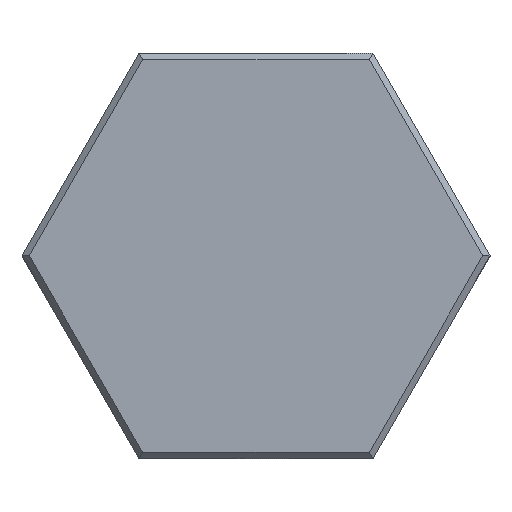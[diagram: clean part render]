
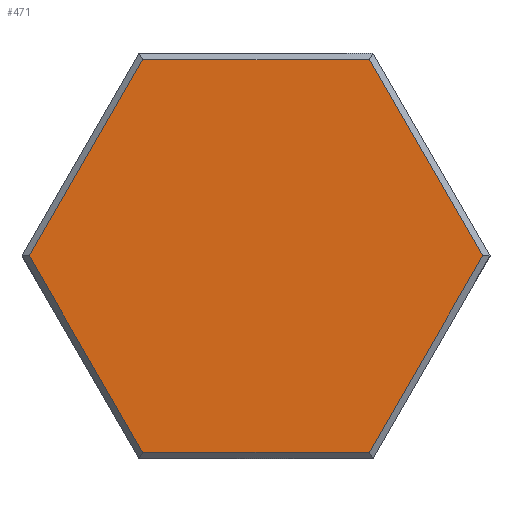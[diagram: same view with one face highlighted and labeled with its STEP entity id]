
A CAD part, top view. The second image highlights one B-rep face of the part: STEP entity #471.
In plain terms, the highlighted planar face has unit normal (0, 0, 1).
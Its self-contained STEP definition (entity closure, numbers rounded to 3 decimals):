
#27=PLANE('',#529);
#53=FACE_OUTER_BOUND('',#81,.T.);
#81=EDGE_LOOP('',(#380,#381,#382,#383,#384,#385));
#131=LINE('',#1341,#169);
#135=LINE('',#1349,#173);
#138=LINE('',#1355,#176);
#141=LINE('',#1361,#179);
#145=LINE('',#1369,#183);
#148=LINE('',#1373,#186);
#169=VECTOR('',#581,10.);
#173=VECTOR('',#587,10.);
#176=VECTOR('',#592,10.);
#179=VECTOR('',#597,10.);
#183=VECTOR('',#603,10.);
#186=VECTOR('',#608,10.);
#222=VERTEX_POINT('',#1339);
#223=VERTEX_POINT('',#1340);
#226=VERTEX_POINT('',#1348);
#228=VERTEX_POINT('',#1354);
#230=VERTEX_POINT('',#1360);
#233=VERTEX_POINT('',#1368);
#271=EDGE_CURVE('',#222,#223,#131,.T.);
#275=EDGE_CURVE('',#223,#226,#135,.T.);
#278=EDGE_CURVE('',#226,#228,#138,.T.);
#281=EDGE_CURVE('',#228,#230,#141,.T.);
#285=EDGE_CURVE('',#230,#233,#145,.T.);
#288=EDGE_CURVE('',#233,#222,#148,.T.);
#380=ORIENTED_EDGE('',*,*,#271,.F.);
#381=ORIENTED_EDGE('',*,*,#288,.F.);
#382=ORIENTED_EDGE('',*,*,#285,.F.);
#383=ORIENTED_EDGE('',*,*,#281,.F.);
#384=ORIENTED_EDGE('',*,*,#278,.F.);
#385=ORIENTED_EDGE('',*,*,#275,.F.);
#471=ADVANCED_FACE('',(#53),#27,.T.);
#529=AXIS2_PLACEMENT_3D('',#1388,#622,#623);
#581=DIRECTION('',(-1.,0.,0.));
#587=DIRECTION('',(-0.5,0.866,0.));
#592=DIRECTION('',(0.5,0.866,0.));
#597=DIRECTION('',(1.,0.,0.));
#603=DIRECTION('',(0.5,-0.866,0.));
#608=DIRECTION('',(-0.5,-0.866,0.));
#622=DIRECTION('center_axis',(0.,0.,1.));
#623=DIRECTION('ref_axis',(1.,0.,0.));
#1339=CARTESIAN_POINT('',(8.949,-15.5,8.));
#1340=CARTESIAN_POINT('',(-8.949,-15.5,8.));
#1341=CARTESIAN_POINT('',(-4.619,-15.5,8.));
#1348=CARTESIAN_POINT('',(-17.898,0.,8.));
#1349=CARTESIAN_POINT('',(-15.733,-3.75,8.));
#1354=CARTESIAN_POINT('',(-8.949,15.5,8.));
#1355=CARTESIAN_POINT('',(-11.114,11.75,8.));
#1360=CARTESIAN_POINT('',(8.949,15.5,8.));
#1361=CARTESIAN_POINT('',(4.619,15.5,8.));
#1368=CARTESIAN_POINT('',(17.898,0.,8.));
#1369=CARTESIAN_POINT('',(15.733,3.75,8.));
#1373=CARTESIAN_POINT('',(11.114,-11.75,8.));
#1388=CARTESIAN_POINT('Origin',(0.,0.,8.));
